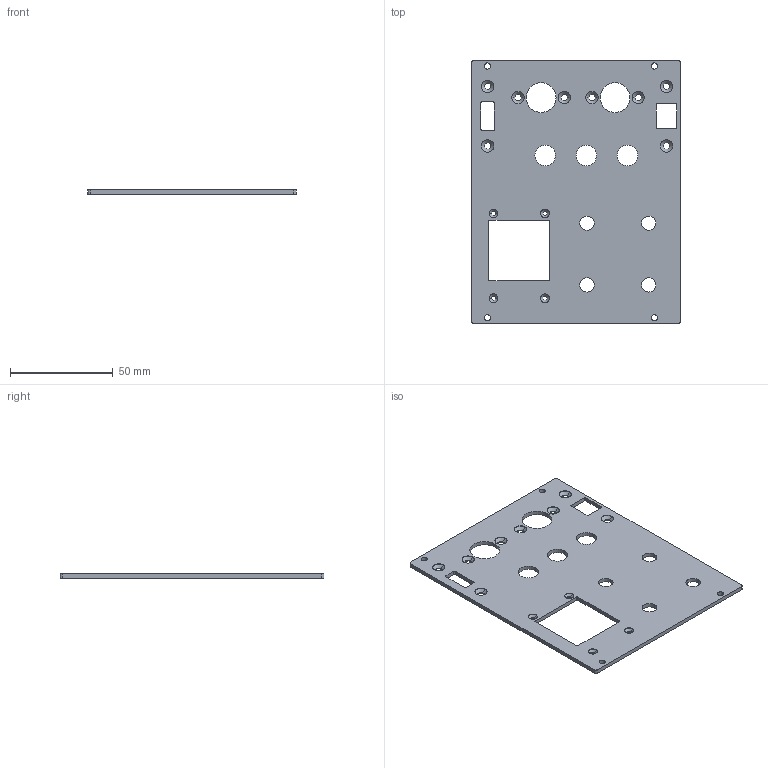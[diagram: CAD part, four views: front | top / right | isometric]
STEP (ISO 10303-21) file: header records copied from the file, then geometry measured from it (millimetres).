
FILE_DESCRIPTION(('Open CASCADE Model'),'2;1');
FILE_NAME('Open CASCADE Shape Model','2018-09-15T15:11:34',('Author'),( 'Open CASCADE'),'Open CASCADE STEP processor 7.2','Open CASCADE 7.2' ,'Unknown');
FILE_SCHEMA(('AUTOMOTIVE_DESIGN { 1 0 10303 214 1 1 1 1 }'));
Length unit declared in the file: millimetre
Products named in the file (1): Open CASCADE STEP translator 7.2 1
Bounding box: 101.26 x 128.4 x 2 mm (x, y, z)
Volume: 22016.8 mm3; surface area: 24304.4 mm2
Topology: 1 solids, 1 shells, 144 faces, 366 edges, 236 vertices
Faces by surface type: cylinder 90, plane 30, cone 24
Entity records: 9422 total; most frequent: CARTESIAN_POINT 1863, DIRECTION 1488, ORIENTED_EDGE 732, PCURVE 732, DEFINITIONAL_REPRESENTATION 732, LINE 666, VECTOR 666, EDGE_CURVE 366
